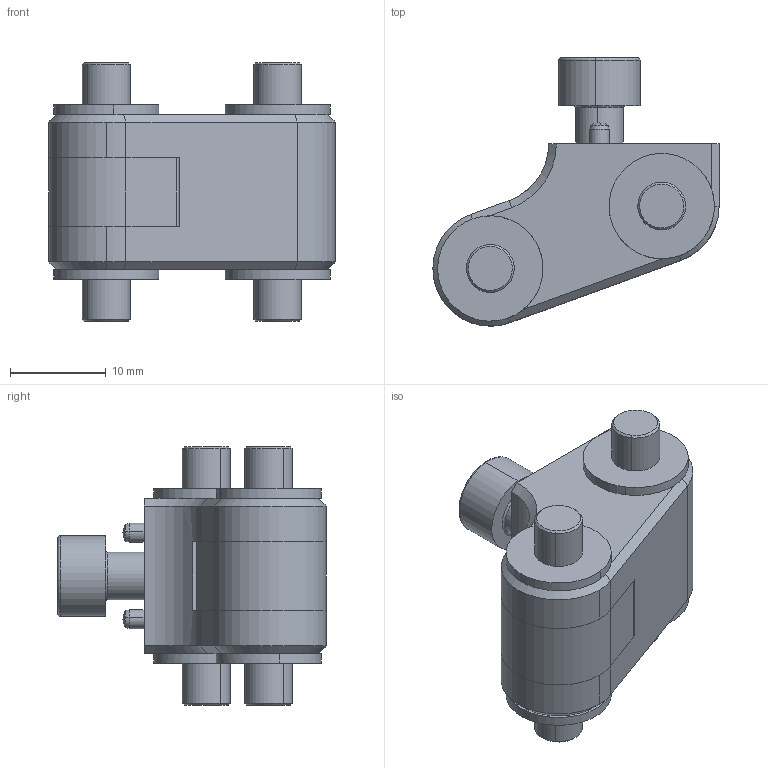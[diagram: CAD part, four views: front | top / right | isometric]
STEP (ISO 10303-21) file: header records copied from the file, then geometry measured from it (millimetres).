
FILE_DESCRIPTION (( 'STEP AP214' ), '1' );
FILE_NAME ('Left Finger Joint.STEP', '2023-06-02T14:00:53', ( '' ), ( '' ), 'SwSTEP 2.0', 'SolidWorks 2022', '' );
FILE_SCHEMA (( 'AUTOMOTIVE_DESIGN' ));
Length unit declared in the file: millimetre
Products named in the file (3): 2F85_Opened_20190924.STEP; Left Finger Joint; Defeatured 2F-85 PAD OPEN_finger4.step.STEP
Assembly tree (2 placements, depth 3):
  Left Finger Joint
    2F85_Opened_20190924.STEP
      Defeatured 2F-85 PAD OPEN_finger4.step.STEP
Bounding box: 29.9 x 28.02 x 27 mm (x, y, z)
Volume: 7219.7 mm3; surface area: 2802.9 mm2
Topology: 1 solids, 1 shells, 109 faces, 252 edges, 148 vertices
Faces by surface type: plane 47, cylinder 33, cone 21, sphere 4, torus 4
Entity records: 3444 total; most frequent: DIRECTION 587, CARTESIAN_POINT 505, ORIENTED_EDGE 488, EDGE_CURVE 244, AXIS2_PLACEMENT_3D 228, VERTEX_POINT 146, LINE 131, VECTOR 131
